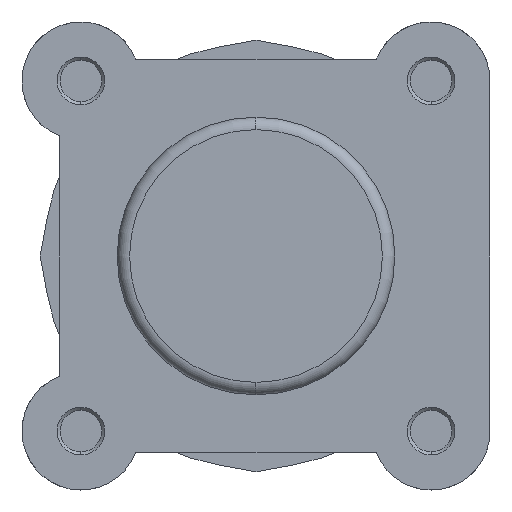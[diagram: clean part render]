
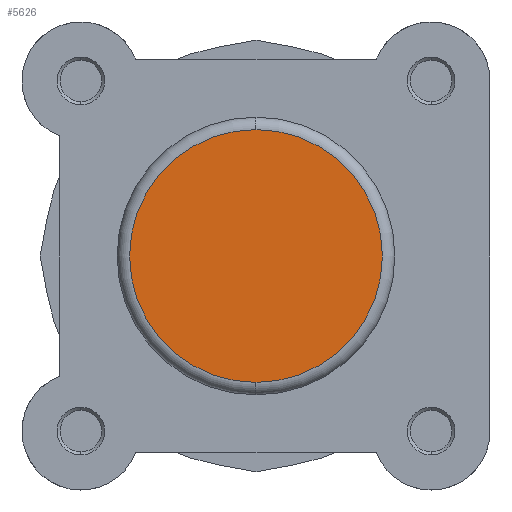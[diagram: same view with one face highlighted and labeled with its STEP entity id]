
A CAD part, left-side view. The second image highlights one B-rep face of the part: STEP entity #5626.
In plain terms, the highlighted planar face has unit normal (-1, 0, 0).
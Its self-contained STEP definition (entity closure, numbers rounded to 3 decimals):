
#131 = CIRCLE ( 'NONE', #1864, 20.4 ) ;
#207 = CIRCLE ( 'NONE', #1894, 20.4 ) ;
#595 = FACE_OUTER_BOUND ( 'NONE', #1133, .T. ) ;
#1133 = EDGE_LOOP ( 'NONE', ( #1328, #1143 ) ) ;
#1143 = ORIENTED_EDGE ( 'NONE', *, *, #1492, .T. ) ;
#1328 = ORIENTED_EDGE ( 'NONE', *, *, #1547, .T. ) ;
#1492 = EDGE_CURVE ( 'NONE', #4170, #4171, #131, .T. ) ;
#1547 = EDGE_CURVE ( 'NONE', #4171, #4170, #207, .T. ) ;
#1864 = AXIS2_PLACEMENT_3D ( 'NONE', #4566, #4567, #4568 ) ;
#1894 = AXIS2_PLACEMENT_3D ( 'NONE', #4702, #4709, #4710 ) ;
#2033 = AXIS2_PLACEMENT_3D ( 'NONE', #3027, #3030, #3031 ) ;
#2871 = CARTESIAN_POINT ( 'NONE',  ( 0., 0., 20.4 ) ) ;
#2872 = CARTESIAN_POINT ( 'NONE',  ( 0., 0., -20.4 ) ) ;
#3027 = CARTESIAN_POINT ( 'NONE',  ( 0., 0., 0. ) ) ;
#3028 = PLANE ( 'NONE',  #2033 ) ;
#3030 = DIRECTION ( 'NONE',  ( 1., 0., 0. ) ) ;
#3031 = DIRECTION ( 'NONE',  ( 0., 0., -1. ) ) ;
#4170 = VERTEX_POINT ( 'NONE', #2871 ) ;
#4171 = VERTEX_POINT ( 'NONE', #2872 ) ;
#4566 = CARTESIAN_POINT ( 'NONE',  ( 0., 0., 0. ) ) ;
#4567 = DIRECTION ( 'NONE',  ( -1., 0., 0. ) ) ;
#4568 = DIRECTION ( 'NONE',  ( 0., 0., -1. ) ) ;
#4702 = CARTESIAN_POINT ( 'NONE',  ( 0., 0., 0. ) ) ;
#4709 = DIRECTION ( 'NONE',  ( -1., 0., 0. ) ) ;
#4710 = DIRECTION ( 'NONE',  ( 0., 0., -1. ) ) ;
#5626 = ADVANCED_FACE ( 'NONE', ( #595 ), #3028, .F. ) ;
